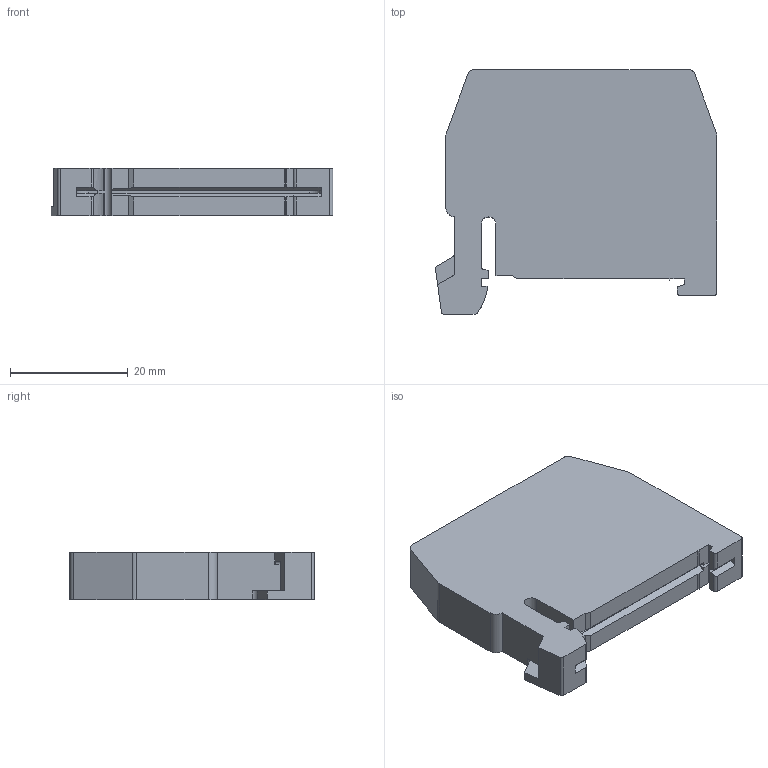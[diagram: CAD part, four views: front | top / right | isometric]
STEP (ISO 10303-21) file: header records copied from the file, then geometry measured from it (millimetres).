
FILE_DESCRIPTION(('Creo Elements/Direct Modeling STEP Export'),'2;1');
FILE_NAME('BTO.stp','2012-03-01T14:28:50',(''),(''),'Creo Elements/Direct Modeling STEP processor for AP214 (Solid Model)','Creo Elements/Direct Modeling 18.0B 02-Dec-2011 (C) Parametric Technology GmbH','');
FILE_SCHEMA(('AUTOMOTIVE_DESIGN { 1 0 10303 214 1 1 1 1 }'));
Length unit declared in the file: millimetre
Products named in the file (2): BTO
Assembly tree (1 placements, depth 2):
  BTO
    BTO
Bounding box: 47.82 x 41.5 x 8 mm (x, y, z)
Volume: 12649 mm3; surface area: 5594 mm2
Topology: 1 solids, 1 shells, 88 faces, 257 edges, 171 vertices
Faces by surface type: plane 65, cylinder 23
Entity records: 2896 total; most frequent: ORIENTED_EDGE 514, CARTESIAN_POINT 507, DIRECTION 468, EDGE_CURVE 257, VECTOR 204, LINE 204, VERTEX_POINT 171, AXIS2_PLACEMENT_3D 132
